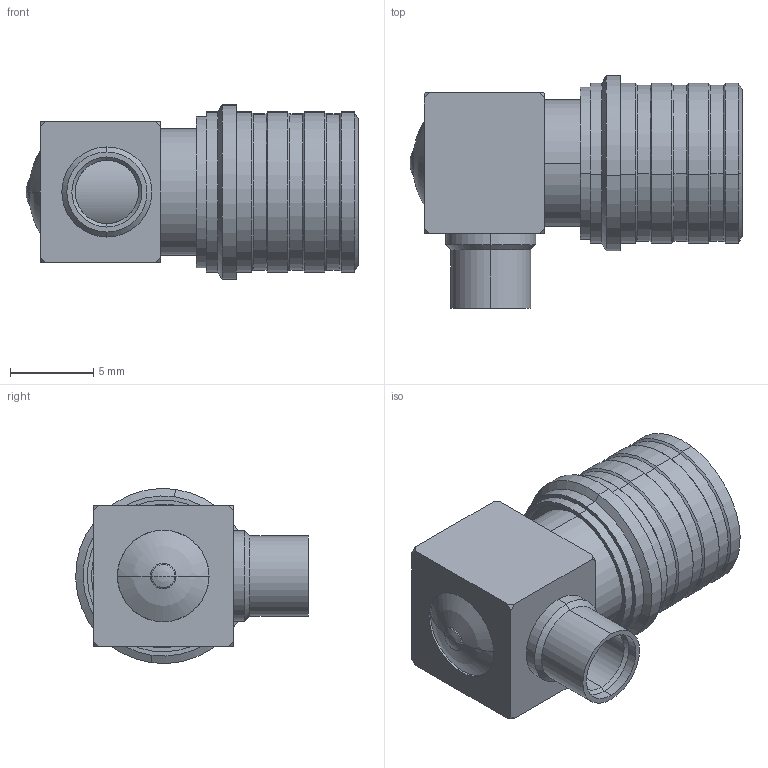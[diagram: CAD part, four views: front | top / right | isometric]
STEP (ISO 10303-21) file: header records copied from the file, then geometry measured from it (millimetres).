
FILE_DESCRIPTION (( 'STEP AP203' ), '1' );
FILE_NAME ('3190-3022(TC-402-QM-RA-LP).STEP', '2020-08-18T05:41:32', ( '' ), ( '' ), 'SwSTEP 2.0', 'SolidWorks 2018', '' );
FILE_SCHEMA (( 'CONFIG_CONTROL_DESIGN' ));
Length unit declared in the file: inch
Products named in the file (1): 3190-3022(TC-402-QM-RA-LP)
Bounding box: 19.91 x 13.95 x 10.49 mm (x, y, z)
Volume: 1121.4 mm3; surface area: 1192.2 mm2
Topology: 1 solids, 2 shells, 205 faces, 496 edges, 314 vertices
Faces by surface type: plane 78, cylinder 55, cone 40, torus 26, sphere 6
Entity records: 6370 total; most frequent: CARTESIAN_POINT 1453, DIRECTION 1058, ORIENTED_EDGE 982, EDGE_CURVE 491, AXIS2_PLACEMENT_3D 427, VERTEX_POINT 313, EDGE_LOOP 228, CIRCLE 221
